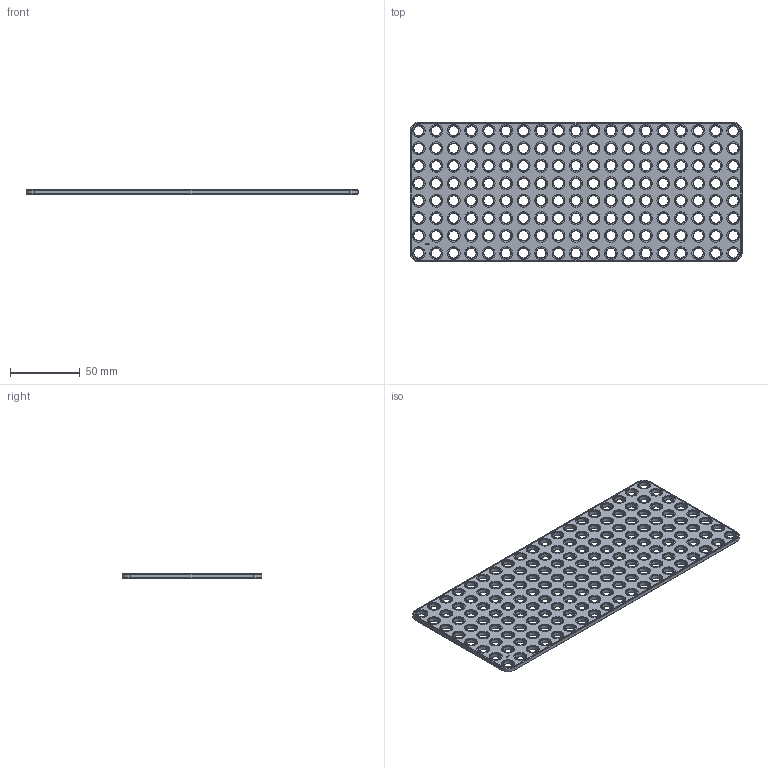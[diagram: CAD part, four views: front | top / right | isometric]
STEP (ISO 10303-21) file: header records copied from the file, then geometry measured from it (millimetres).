
FILE_DESCRIPTION(('FreeCAD Model'),'2;1');
FILE_NAME('Open CASCADE Shape Model','2024-10-09T00:16:19',(''),(''), 'Open CASCADE STEP processor 7.7','FreeCAD','Unknown');
FILE_SCHEMA(('AUTOMOTIVE_DESIGN { 1 0 10303 214 1 1 1 1 }'));
Length unit declared in the file: millimetre
Products named in the file (1): Plate RCT CRNR BU19x08x00.25 - SPN-PLT-0227 (stemfie.org)
Bounding box: 237.5 x 100 x 3.12 mm (x, y, z)
Volume: 52848.1 mm3; surface area: 47893.8 mm2
Topology: 1 solids, 1 shells, 1224 faces, 2797 edges, 1758 vertices
Faces by surface type: plane 478, cylinder 312, cone 312, extrusion 122
Full cylindrical faces by diameter (mm): 7 x152, 9.2 x152
Entity records: 35333 total; most frequent: CARTESIAN_POINT 6774, DIRECTION 5817, ORIENTED_EDGE 5594, EDGE_CURVE 2797, AXIS2_PLACEMENT_3D 2039, VERTEX_POINT 1758, VECTOR 1739, FACE_BOUND 1711
